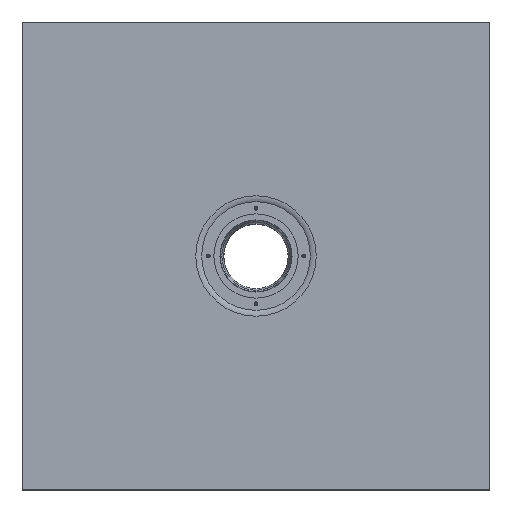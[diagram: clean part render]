
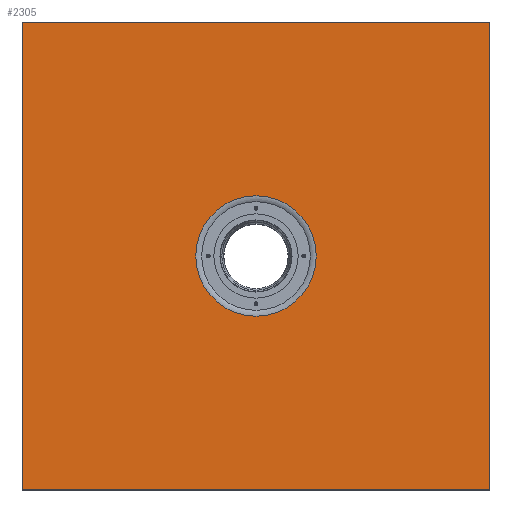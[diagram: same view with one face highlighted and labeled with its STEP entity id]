
A CAD part, top view. The second image highlights one B-rep face of the part: STEP entity #2305.
In plain terms, the highlighted planar face has unit normal (0, 0, 1).
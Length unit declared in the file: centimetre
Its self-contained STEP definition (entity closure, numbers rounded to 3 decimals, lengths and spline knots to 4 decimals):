
#156=LINE('',#4749,#236);
#160=LINE('',#4756,#240);
#163=LINE('',#4762,#243);
#164=LINE('',#4764,#244);
#236=VECTOR('',#3313,1.);
#240=VECTOR('',#3319,1.);
#243=VECTOR('',#3324,1.);
#244=VECTOR('',#3327,1.);
#327=FACE_BOUND('',#621,.T.);
#347=PLANE('',#2623);
#459=FACE_OUTER_BOUND('',#620,.T.);
#620=EDGE_LOOP('',(#1988,#1989,#1990,#1991));
#621=EDGE_LOOP('',(#1992));
#816=CIRCLE('',#2593,64.3137);
#1043=VERTEX_POINT('',#4700);
#1058=VERTEX_POINT('',#4746);
#1059=VERTEX_POINT('',#4748);
#1061=VERTEX_POINT('',#4754);
#1063=VERTEX_POINT('',#4760);
#1350=EDGE_CURVE('',#1043,#1043,#816,.T.);
#1373=EDGE_CURVE('',#1058,#1059,#156,.T.);
#1377=EDGE_CURVE('',#1061,#1058,#160,.T.);
#1380=EDGE_CURVE('',#1063,#1061,#163,.T.);
#1381=EDGE_CURVE('',#1059,#1063,#164,.T.);
#1988=ORIENTED_EDGE('',*,*,#1373,.F.);
#1989=ORIENTED_EDGE('',*,*,#1377,.F.);
#1990=ORIENTED_EDGE('',*,*,#1380,.F.);
#1991=ORIENTED_EDGE('',*,*,#1381,.F.);
#1992=ORIENTED_EDGE('',*,*,#1350,.T.);
#2305=ADVANCED_FACE('',(#459,#327),#347,.F.);
#2593=AXIS2_PLACEMENT_3D('',#4701,#3253,#3254);
#2623=AXIS2_PLACEMENT_3D('',#4763,#3325,#3326);
#3253=DIRECTION('center_axis',(0.,0.,-1.));
#3254=DIRECTION('ref_axis',(1.,0.,0.));
#3313=DIRECTION('',(0.,-1.,0.));
#3319=DIRECTION('',(1.,0.,0.));
#3324=DIRECTION('',(0.,1.,0.));
#3325=DIRECTION('center_axis',(0.,0.,-1.));
#3326=DIRECTION('ref_axis',(-1.,0.,0.));
#3327=DIRECTION('',(-1.,0.,0.));
#4700=CARTESIAN_POINT('',(1008.9395,184.3313,128.));
#4701=CARTESIAN_POINT('Origin',(1008.9395,248.645,128.));
#4746=CARTESIAN_POINT('',(1258.9395,498.645,128.));
#4748=CARTESIAN_POINT('',(1258.9395,-1.355,128.));
#4749=CARTESIAN_POINT('',(1258.9395,248.645,128.));
#4754=CARTESIAN_POINT('',(758.9395,498.645,128.));
#4756=CARTESIAN_POINT('',(1008.9395,498.645,128.));
#4760=CARTESIAN_POINT('',(758.9395,-1.355,128.));
#4762=CARTESIAN_POINT('',(758.9395,248.645,128.));
#4763=CARTESIAN_POINT('Origin',(1008.9395,248.645,128.));
#4764=CARTESIAN_POINT('',(1008.9395,-1.355,128.));
